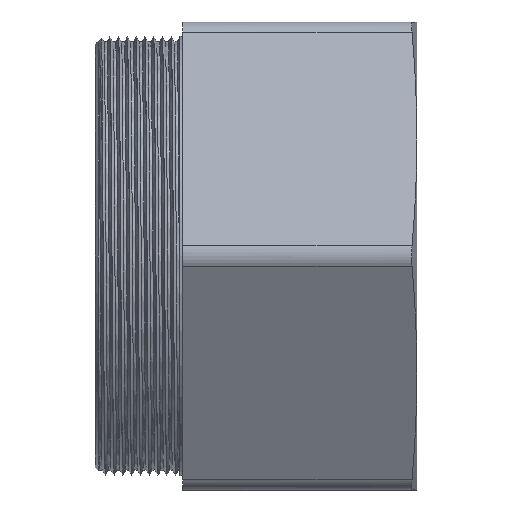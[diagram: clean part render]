
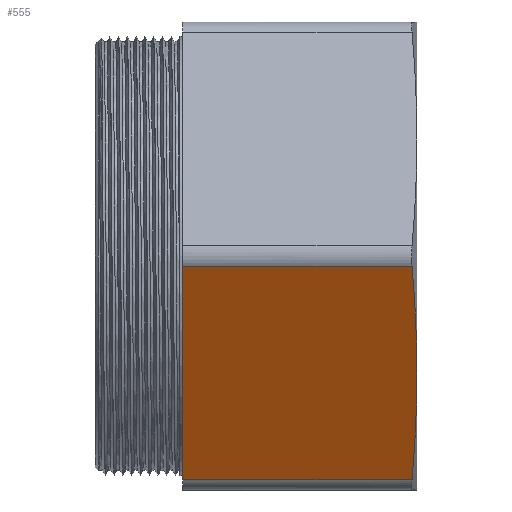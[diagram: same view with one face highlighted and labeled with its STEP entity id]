
A CAD part, front view. The second image highlights one B-rep face of the part: STEP entity #555.
In plain terms, the highlighted planar face has unit normal (0, -0.866, -0.5).
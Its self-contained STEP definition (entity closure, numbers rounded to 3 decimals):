
#51=(
BOUNDED_CURVE()
B_SPLINE_CURVE(2,(#910,#911,#912),.UNSPECIFIED.,.F.,.F.)
B_SPLINE_CURVE_WITH_KNOTS((3,3),(2.206,4.324),
 .UNSPECIFIED.)
CURVE()
GEOMETRIC_REPRESENTATION_ITEM()
RATIONAL_B_SPLINE_CURVE((1.,1.033,1.003))
REPRESENTATION_ITEM('')
);
#52=(
BOUNDED_CURVE()
B_SPLINE_CURVE(2,(#914,#915,#916),.UNSPECIFIED.,.F.,.F.)
B_SPLINE_CURVE_WITH_KNOTS((3,3),(0.088,2.206),
 .UNSPECIFIED.)
CURVE()
GEOMETRIC_REPRESENTATION_ITEM()
RATIONAL_B_SPLINE_CURVE((1.003,1.033,1.))
REPRESENTATION_ITEM('')
);
#60=PLANE('',#608);
#75=FACE_OUTER_BOUND('',#114,.T.);
#114=EDGE_LOOP('',(#421,#422,#423,#424,#425));
#184=LINE('',#831,#202);
#191=LINE('',#907,#209);
#192=LINE('',#917,#210);
#202=VECTOR('',#673,10.);
#209=VECTOR('',#698,3.5);
#210=VECTOR('',#701,3.5);
#250=VERTEX_POINT('',#828);
#251=VERTEX_POINT('',#830);
#263=VERTEX_POINT('',#896);
#264=VERTEX_POINT('',#909);
#265=VERTEX_POINT('',#913);
#305=EDGE_CURVE('',#250,#251,#184,.T.);
#324=EDGE_CURVE('',#263,#250,#191,.T.);
#325=EDGE_CURVE('',#264,#263,#51,.T.);
#326=EDGE_CURVE('',#265,#264,#52,.T.);
#327=EDGE_CURVE('',#251,#265,#192,.T.);
#421=ORIENTED_EDGE('',*,*,#324,.F.);
#422=ORIENTED_EDGE('',*,*,#325,.F.);
#423=ORIENTED_EDGE('',*,*,#326,.F.);
#424=ORIENTED_EDGE('',*,*,#327,.F.);
#425=ORIENTED_EDGE('',*,*,#305,.F.);
#555=ADVANCED_FACE('',(#75),#60,.F.);
#608=AXIS2_PLACEMENT_3D('',#908,#699,#700);
#673=DIRECTION('',(0.,-0.5,0.866));
#698=DIRECTION('',(-1.,0.,0.));
#699=DIRECTION('center_axis',(0.,0.866,0.5));
#700=DIRECTION('ref_axis',(0.,0.5,-0.866));
#701=DIRECTION('',(1.,0.,0.));
#828=CARTESIAN_POINT('',(-40.,-24.104,-38.25));
#830=CARTESIAN_POINT('',(-40.,-45.178,-1.75));
#831=CARTESIAN_POINT('',(-40.,-34.442,-20.344));
#896=CARTESIAN_POINT('',(-0.818,-24.104,-38.25));
#907=CARTESIAN_POINT('',(0.,-24.104,-38.25));
#908=CARTESIAN_POINT('Origin',(0.,-45.661,-0.913));
#909=CARTESIAN_POINT('',(0.,-34.641,-20.));
#910=CARTESIAN_POINT('Ctrl Pts',(0.,-34.641,
-20.));
#911=CARTESIAN_POINT('Ctrl Pts',(0.,-29.695,
-28.567));
#912=CARTESIAN_POINT('Ctrl Pts',(-0.818,-24.104,-38.25));
#913=CARTESIAN_POINT('',(-0.818,-45.178,-1.75));
#914=CARTESIAN_POINT('Ctrl Pts',(-0.818,-45.178,-1.75));
#915=CARTESIAN_POINT('Ctrl Pts',(0.,-39.587,
-11.433));
#916=CARTESIAN_POINT('Ctrl Pts',(0.,-34.641,
-20.));
#917=CARTESIAN_POINT('',(0.,-45.178,-1.75));
